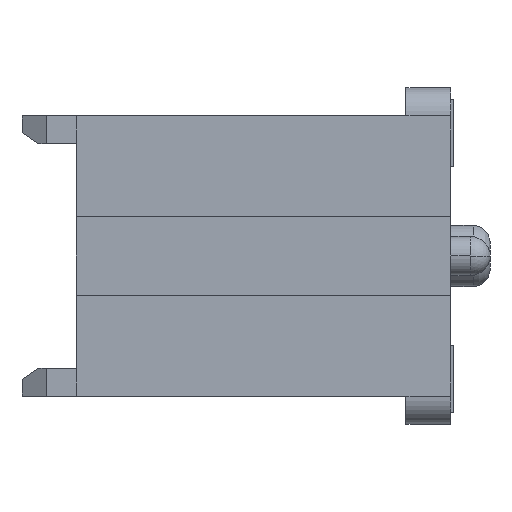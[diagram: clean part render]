
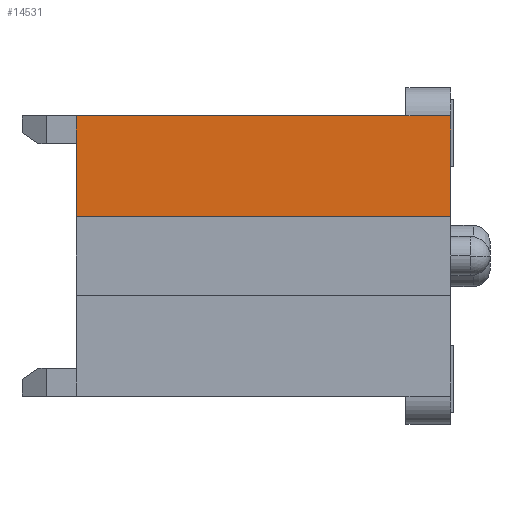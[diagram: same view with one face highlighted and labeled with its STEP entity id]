
A CAD part, left-side view. The second image highlights one B-rep face of the part: STEP entity #14531.
In plain terms, the highlighted planar face has unit normal (-1, 0, 0).
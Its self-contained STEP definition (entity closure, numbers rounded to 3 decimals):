
#55=DIRECTION('',(0.,0.,-1.));
#56=VECTOR('',#55,1.8);
#57=CARTESIAN_POINT('',(-18.9,0.,2.5));
#58=LINE('33499',#57,#56);
#118=DIRECTION('',(0.,1.,0.));
#119=VECTOR('',#118,0.6);
#120=CARTESIAN_POINT('',(-18.9,0.2,2.5));
#121=LINE('33594',#120,#119);
#122=DIRECTION('',(0.,-1.,0.));
#123=VECTOR('',#122,0.2);
#124=CARTESIAN_POINT('',(-18.9,0.2,2.5));
#125=LINE('33620',#124,#123);
#126=DIRECTION('',(0.,1.,0.));
#127=VECTOR('',#126,5.88);
#128=CARTESIAN_POINT('',(-18.9,0.8,2.5));
#129=LINE('24037',#128,#127);
#130=DIRECTION('',(0.,-1.,0.));
#131=VECTOR('',#130,6.68);
#132=CARTESIAN_POINT('',(-18.9,6.68,0.7));
#133=LINE('33631',#132,#131);
#2917=DIRECTION('',(0.,0.,1.));
#2918=VECTOR('',#2917,1.8);
#2919=CARTESIAN_POINT('',(-18.9,6.68,0.7));
#2920=LINE('25250',#2919,#2918);
#10921=CARTESIAN_POINT('',(-18.9,0.8,2.5));
#10923=VERTEX_POINT('',#10921);
#10925=CARTESIAN_POINT('',(-18.9,6.68,2.5));
#10926=VERTEX_POINT('',#10925);
#11485=CARTESIAN_POINT('',(-18.9,6.68,0.7));
#11486=VERTEX_POINT('',#11485);
#13374=CARTESIAN_POINT('',(-18.9,0.,2.5));
#13376=VERTEX_POINT('',#13374);
#13377=CARTESIAN_POINT('',(-18.9,0.,0.7));
#13378=VERTEX_POINT('',#13377);
#13403=CARTESIAN_POINT('',(-18.9,0.2,2.5));
#13404=VERTEX_POINT('',#13403);
#14515=CARTESIAN_POINT('',(-18.9,3.44,1.6));
#14516=DIRECTION('',(1.,0.,0.));
#14517=DIRECTION('',(0.,0.,1.));
#14518=AXIS2_PLACEMENT_3D('',#14515,#14516,#14517);
#14519=PLANE('22483',#14518);
#14520=ORIENTED_EDGE('33594',*,*,#14508,.F.);
#14521=ORIENTED_EDGE('33620',*,*,#14506,.T.);
#14522=ORIENTED_EDGE('33499',*,*,#14435,.T.);
#14524=ORIENTED_EDGE('33631',*,*,#14523,.F.);
#14526=ORIENTED_EDGE('25250',*,*,#14525,.T.);
#14528=ORIENTED_EDGE('24037',*,*,#14527,.F.);
#14529=EDGE_LOOP('22483',(#14520,#14521,#14522,#14524,#14526,#14528));
#14530=FACE_OUTER_BOUND('22483',#14529,.F.);
#14531=ADVANCED_FACE('22483',(#14530),#14519,.F.);
#14435=EDGE_CURVE('33499',#13376,#13378,#58,.T.);
#14506=EDGE_CURVE('33620',#13404,#13376,#125,.T.);
#14508=EDGE_CURVE('33594',#13404,#10923,#121,.T.);
#14523=EDGE_CURVE('33631',#11486,#13378,#133,.T.);
#14525=EDGE_CURVE('25250',#11486,#10926,#2920,.T.);
#14527=EDGE_CURVE('24037',#10923,#10926,#129,.T.);
